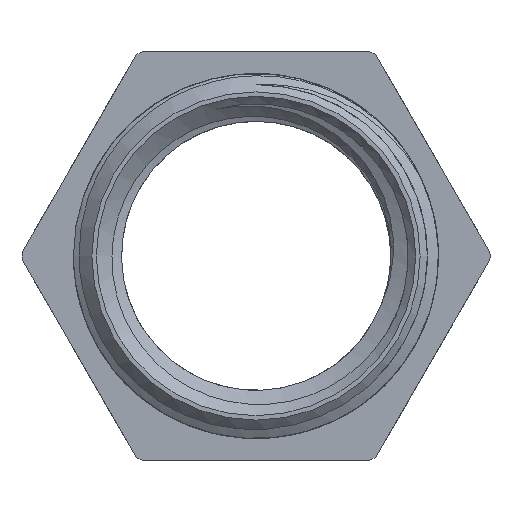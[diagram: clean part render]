
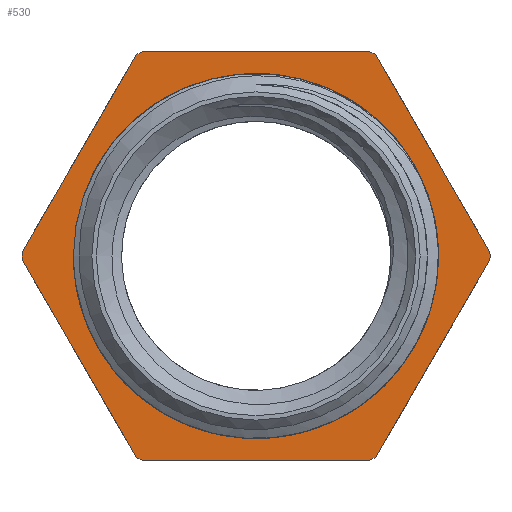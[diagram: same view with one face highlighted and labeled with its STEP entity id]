
A CAD part, left-side view. The second image highlights one B-rep face of the part: STEP entity #530.
In plain terms, the highlighted planar face has unit normal (-1, 0, 0).
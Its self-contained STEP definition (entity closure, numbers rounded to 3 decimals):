
#27=LINE('',#5050,#45);
#31=LINE('',#5073,#49);
#34=LINE('',#5087,#52);
#37=LINE('',#5101,#55);
#40=LINE('',#5115,#58);
#43=LINE('',#5129,#61);
#45=VECTOR('',#657,10.);
#49=VECTOR('',#663,10.);
#52=VECTOR('',#668,10.);
#55=VECTOR('',#673,10.);
#58=VECTOR('',#678,10.);
#61=VECTOR('',#683,10.);
#72=PLANE('',#594);
#92=FACE_BOUND('',#163,.T.);
#123=FACE_OUTER_BOUND('',#162,.T.);
#162=EDGE_LOOP('',(#469,#470,#471,#472,#473,#474,#475,#476,#477,#478,#479,
#480));
#163=EDGE_LOOP('',(#481));
#173=CIRCLE('',#554,12.5);
#187=CIRCLE('',#585,16.025);
#188=CIRCLE('',#587,16.025);
#189=CIRCLE('',#589,16.025);
#190=CIRCLE('',#591,16.025);
#191=CIRCLE('',#593,16.025);
#192=CIRCLE('',#595,16.025);
#229=VERTEX_POINT('',#1617);
#238=VERTEX_POINT('',#5048);
#239=VERTEX_POINT('',#5049);
#244=VERTEX_POINT('',#5070);
#245=VERTEX_POINT('',#5072);
#248=VERTEX_POINT('',#5084);
#249=VERTEX_POINT('',#5086);
#252=VERTEX_POINT('',#5098);
#253=VERTEX_POINT('',#5100);
#256=VERTEX_POINT('',#5112);
#257=VERTEX_POINT('',#5114);
#260=VERTEX_POINT('',#5126);
#261=VERTEX_POINT('',#5128);
#280=EDGE_CURVE('',#229,#229,#173,.T.);
#296=EDGE_CURVE('',#238,#239,#27,.T.);
#304=EDGE_CURVE('',#245,#244,#31,.T.);
#309=EDGE_CURVE('',#249,#248,#34,.T.);
#314=EDGE_CURVE('',#253,#252,#37,.T.);
#319=EDGE_CURVE('',#257,#256,#40,.T.);
#324=EDGE_CURVE('',#261,#260,#43,.T.);
#331=EDGE_CURVE('',#261,#252,#187,.T.);
#332=EDGE_CURVE('',#253,#248,#188,.T.);
#333=EDGE_CURVE('',#249,#239,#189,.T.);
#334=EDGE_CURVE('',#257,#244,#190,.T.);
#335=EDGE_CURVE('',#245,#260,#191,.T.);
#336=EDGE_CURVE('',#238,#256,#192,.T.);
#469=ORIENTED_EDGE('',*,*,#296,.T.);
#470=ORIENTED_EDGE('',*,*,#333,.F.);
#471=ORIENTED_EDGE('',*,*,#309,.T.);
#472=ORIENTED_EDGE('',*,*,#332,.F.);
#473=ORIENTED_EDGE('',*,*,#314,.T.);
#474=ORIENTED_EDGE('',*,*,#331,.F.);
#475=ORIENTED_EDGE('',*,*,#324,.T.);
#476=ORIENTED_EDGE('',*,*,#335,.F.);
#477=ORIENTED_EDGE('',*,*,#304,.T.);
#478=ORIENTED_EDGE('',*,*,#334,.F.);
#479=ORIENTED_EDGE('',*,*,#319,.T.);
#480=ORIENTED_EDGE('',*,*,#336,.F.);
#481=ORIENTED_EDGE('',*,*,#280,.T.);
#530=ADVANCED_FACE('',(#123,#92),#72,.T.);
#554=AXIS2_PLACEMENT_3D('',#1618,#627,#628);
#585=AXIS2_PLACEMENT_3D('',#5142,#707,#708);
#587=AXIS2_PLACEMENT_3D('',#5144,#711,#712);
#589=AXIS2_PLACEMENT_3D('',#5146,#715,#716);
#591=AXIS2_PLACEMENT_3D('',#5148,#719,#720);
#593=AXIS2_PLACEMENT_3D('',#5150,#723,#724);
#594=AXIS2_PLACEMENT_3D('',#5151,#725,#726);
#595=AXIS2_PLACEMENT_3D('',#5152,#727,#728);
#627=DIRECTION('center_axis',(1.,0.,0.));
#628=DIRECTION('ref_axis',(0.,0.,-1.));
#657=DIRECTION('',(0.,0.5,-0.866));
#663=DIRECTION('',(0.,0.5,0.866));
#668=DIRECTION('',(0.,-0.5,-0.866));
#673=DIRECTION('',(0.,-1.,0.));
#678=DIRECTION('',(0.,1.,0.));
#683=DIRECTION('',(0.,-0.5,0.866));
#707=DIRECTION('center_axis',(1.,0.,0.));
#708=DIRECTION('ref_axis',(0.,0.,-1.));
#711=DIRECTION('center_axis',(1.,0.,0.));
#712=DIRECTION('ref_axis',(0.,0.,-1.));
#715=DIRECTION('center_axis',(1.,0.,0.));
#716=DIRECTION('ref_axis',(0.,0.,-1.));
#719=DIRECTION('center_axis',(1.,0.,0.));
#720=DIRECTION('ref_axis',(0.,0.,-1.));
#723=DIRECTION('center_axis',(1.,0.,0.));
#724=DIRECTION('ref_axis',(0.,0.,-1.));
#725=DIRECTION('center_axis',(-1.,0.,0.));
#726=DIRECTION('ref_axis',(0.,0.,1.));
#727=DIRECTION('center_axis',(1.,0.,0.));
#728=DIRECTION('ref_axis',(0.,0.,-1.));
#1617=CARTESIAN_POINT('',(-4.,12.5,0.));
#1618=CARTESIAN_POINT('Origin',(-4.,0.,0.));
#5048=CARTESIAN_POINT('',(-4.,8.226,13.753));
#5049=CARTESIAN_POINT('',(-4.,16.023,0.247));
#5050=CARTESIAN_POINT('',(-4.,16.077,0.154));
#5070=CARTESIAN_POINT('',(-4.,-8.226,13.753));
#5072=CARTESIAN_POINT('',(-4.,-16.023,0.247));
#5073=CARTESIAN_POINT('',(-4.,-8.172,13.846));
#5084=CARTESIAN_POINT('',(-4.,8.226,-13.753));
#5086=CARTESIAN_POINT('',(-4.,16.023,-0.247));
#5087=CARTESIAN_POINT('',(-4.,12.178,-6.907));
#5098=CARTESIAN_POINT('',(-4.,-7.797,-14.));
#5100=CARTESIAN_POINT('',(-4.,7.797,-14.));
#5101=CARTESIAN_POINT('',(-4.,4.114,-14.));
#5112=CARTESIAN_POINT('',(-4.,7.797,14.));
#5114=CARTESIAN_POINT('',(-4.,-7.797,14.));
#5115=CARTESIAN_POINT('',(-4.,11.911,14.));
#5126=CARTESIAN_POINT('',(-4.,-16.023,-0.247));
#5128=CARTESIAN_POINT('',(-4.,-8.226,-13.753));
#5129=CARTESIAN_POINT('',(-4.,-12.071,-7.093));
#5142=CARTESIAN_POINT('Origin',(-4.,0.,0.));
#5144=CARTESIAN_POINT('Origin',(-4.,0.,0.));
#5146=CARTESIAN_POINT('Origin',(-4.,0.,0.));
#5148=CARTESIAN_POINT('Origin',(-4.,0.,0.));
#5150=CARTESIAN_POINT('Origin',(-4.,0.,0.));
#5151=CARTESIAN_POINT('Origin',(-4.,16.025,0.));
#5152=CARTESIAN_POINT('Origin',(-4.,0.,0.));
